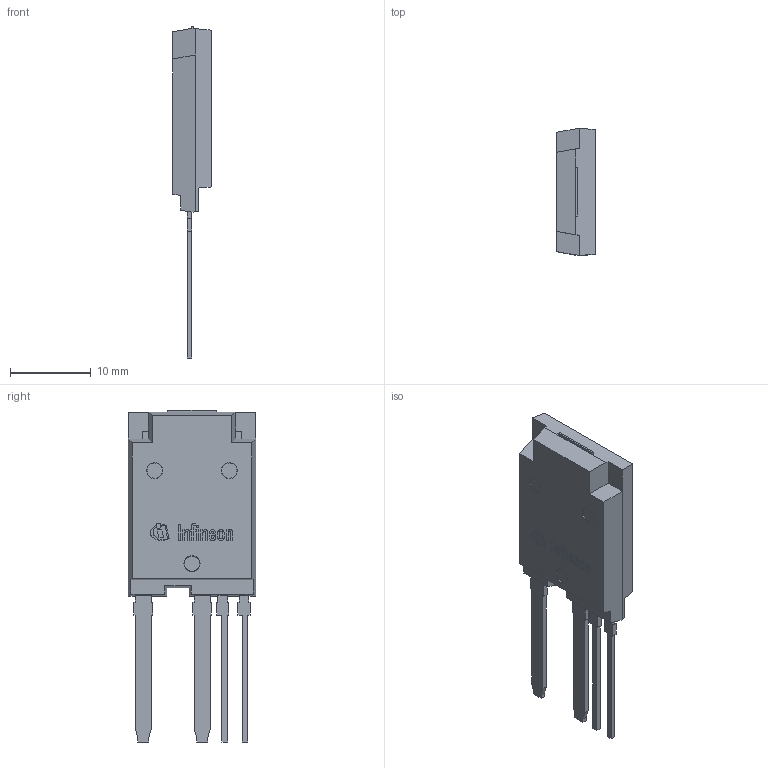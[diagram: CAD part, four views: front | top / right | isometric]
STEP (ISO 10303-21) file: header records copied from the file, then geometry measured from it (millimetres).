
FILE_DESCRIPTION(/* description */ (''),/* implementation_level */ '2;1');
FILE_NAME(/* name */ 'PG-TO247-4-13_Z8B00225014_V02_3D.stp',/* time_stamp */ '2023-03-06T16:57:54+05:00',/* author */ ('Subramani'),/* organization */ (''),/* preprocessor_version */ 'ST-DEVELOPER v16.13',/* originating_system */ 'AutoCAD Mechanical',/* authorisation */ '');
FILE_SCHEMA (('AUTOMOTIVE_DESIGN { 1 0 10303 214 3 1 1 }'));
Length unit declared in the file: millimetre
Products named in the file (1): Product
Bounding box: 4.81 x 15.8 x 41.21 mm (x, y, z)
Volume: 1570.9 mm3; surface area: 1954.8 mm2
Topology: 19 solids, 19 shells, 253 faces, 632 edges, 417 vertices
Faces by surface type: plane 222, bspline 18, cylinder 10, torus 3
Full cylindrical faces by diameter (mm): 0.317 x1, 0.638 x1, 2 x3
Entity records: 7629 total; most frequent: CARTESIAN_POINT 1721, ORIENTED_EDGE 1248, DIRECTION 1083, EDGE_CURVE 624, LINE 565, VECTOR 565, VERTEX_POINT 417, EDGE_LOOP 269
